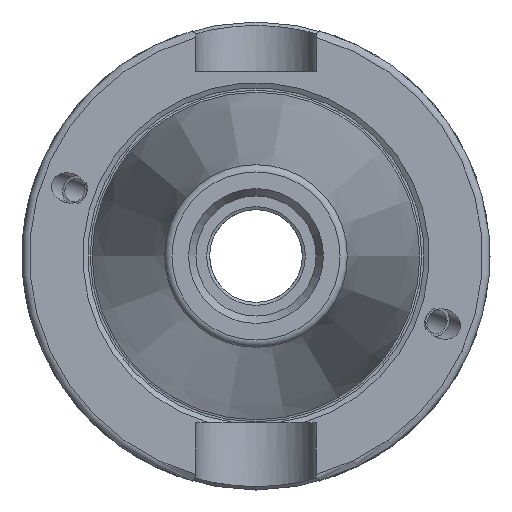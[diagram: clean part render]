
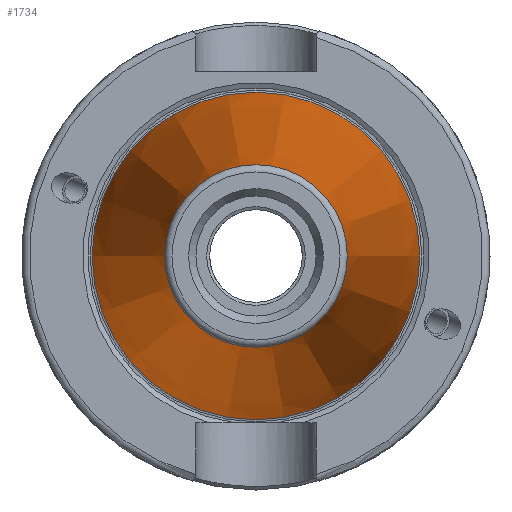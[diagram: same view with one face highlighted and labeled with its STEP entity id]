
A CAD part, left-side view. The second image highlights one B-rep face of the part: STEP entity #1734.
In plain terms, the highlighted conical face has half-angle 8.297 degrees and reference radius 17.248 mm.
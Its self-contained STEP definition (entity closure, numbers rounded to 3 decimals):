
#77=CONICAL_SURFACE('',#1943,17.248,0.145);
#195=LINE('',#3476,#287);
#287=VECTOR('',#2383,17.248);
#424=FACE_OUTER_BOUND('',#535,.T.);
#535=EDGE_LOOP('',(#1486,#1487,#1488,#1489,#1490));
#636=CIRCLE('',#1937,12.397);
#637=CIRCLE('',#1938,12.397);
#641=CIRCLE('',#1944,22.225);
#814=VERTEX_POINT('',#3463);
#815=VERTEX_POINT('',#3464);
#818=VERTEX_POINT('',#3474);
#1054=EDGE_CURVE('',#814,#815,#636,.T.);
#1055=EDGE_CURVE('',#815,#814,#637,.T.);
#1059=EDGE_CURVE('',#818,#818,#641,.T.);
#1060=EDGE_CURVE('',#818,#815,#195,.T.);
#1486=ORIENTED_EDGE('',*,*,#1059,.F.);
#1487=ORIENTED_EDGE('',*,*,#1060,.T.);
#1488=ORIENTED_EDGE('',*,*,#1054,.F.);
#1489=ORIENTED_EDGE('',*,*,#1055,.F.);
#1490=ORIENTED_EDGE('',*,*,#1060,.F.);
#1734=ADVANCED_FACE('',(#424),#77,.T.);
#1937=AXIS2_PLACEMENT_3D('',#3465,#2367,#2368);
#1938=AXIS2_PLACEMENT_3D('',#3466,#2369,#2370);
#1943=AXIS2_PLACEMENT_3D('',#3473,#2379,#2380);
#1944=AXIS2_PLACEMENT_3D('',#3475,#2381,#2382);
#2367=DIRECTION('center_axis',(-1.,0.,0.));
#2368=DIRECTION('ref_axis',(0.,-1.,0.));
#2369=DIRECTION('center_axis',(-1.,0.,0.));
#2370=DIRECTION('ref_axis',(0.,-1.,0.));
#2379=DIRECTION('center_axis',(1.,0.,0.));
#2380=DIRECTION('ref_axis',(0.,1.,0.));
#2381=DIRECTION('center_axis',(1.,0.,0.));
#2382=DIRECTION('ref_axis',(0.,0.,-1.));
#2383=DIRECTION('',(-0.99,0.144,0.));
#3463=CARTESIAN_POINT('',(-67.394,0.,12.397));
#3464=CARTESIAN_POINT('',(-67.394,-12.397,0.));
#3465=CARTESIAN_POINT('Origin',(-67.394,0.,0.));
#3466=CARTESIAN_POINT('Origin',(-67.394,0.,0.));
#3473=CARTESIAN_POINT('Origin',(-34.125,0.,0.));
#3474=CARTESIAN_POINT('',(0.,-22.225,0.));
#3475=CARTESIAN_POINT('Origin',(0.,0.,0.));
#3476=CARTESIAN_POINT('',(-34.125,-17.248,0.));
